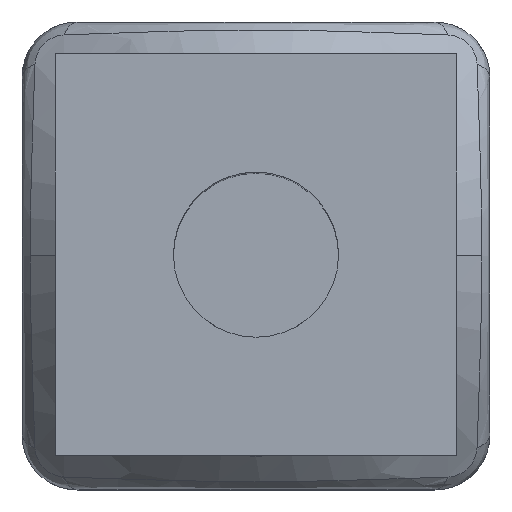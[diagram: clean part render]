
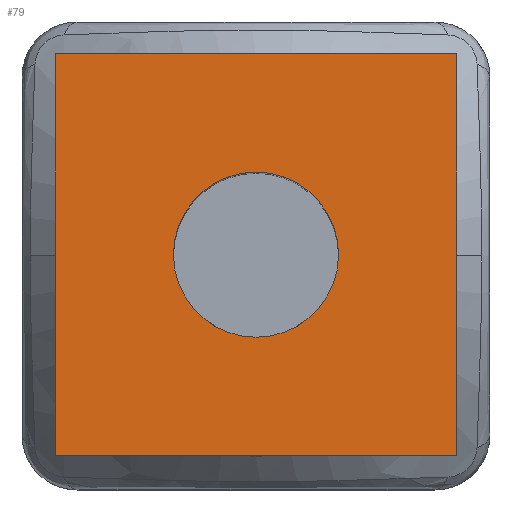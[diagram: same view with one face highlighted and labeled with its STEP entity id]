
A CAD part, top view. The second image highlights one B-rep face of the part: STEP entity #79.
In plain terms, the highlighted planar face has unit normal (0, 0, 1).
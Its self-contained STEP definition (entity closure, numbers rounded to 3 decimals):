
#79=ADVANCED_FACE('',(#194,#195),#196,.T.);
#194=FACE_BOUND('',#349,.T.);
#195=FACE_OUTER_BOUND('',#350,.T.);
#196=PLANE('',#351);
#349=EDGE_LOOP('',(#1378,#1379));
#350=EDGE_LOOP('',(#1380,#1381,#1382,#1383));
#351=AXIS2_PLACEMENT_3D('',#1384,#1385,#1386);
#1378=ORIENTED_EDGE('',*,*,#1752,.T.);
#1379=ORIENTED_EDGE('',*,*,#1753,.T.);
#1380=ORIENTED_EDGE('',*,*,#1754,.T.);
#1381=ORIENTED_EDGE('',*,*,#1755,.T.);
#1382=ORIENTED_EDGE('',*,*,#1756,.T.);
#1383=ORIENTED_EDGE('',*,*,#1757,.T.);
#1384=CARTESIAN_POINT('',(0.0,0.0,30.0));
#1385=DIRECTION('',(0.0,0.0,1.0));
#1386=DIRECTION('',(1.0,0.0,0.0));
#1752=EDGE_CURVE('',#1930,#1931,#1932,.T.);
#1753=EDGE_CURVE('',#1931,#1930,#1933,.T.);
#1754=EDGE_CURVE('',#1934,#1935,#1936,.T.);
#1755=EDGE_CURVE('',#1935,#1937,#1938,.T.);
#1756=EDGE_CURVE('',#1937,#1939,#1940,.T.);
#1757=EDGE_CURVE('',#1939,#1934,#1941,.T.);
#1930=VERTEX_POINT('',#2261);
#1931=VERTEX_POINT('',#2262);
#1932=CIRCLE('',#2263,3.0);
#1933=CIRCLE('',#2264,3.0);
#1934=VERTEX_POINT('',#2265);
#1935=VERTEX_POINT('',#2266);
#1936=LINE('',#2267,#2268);
#1937=VERTEX_POINT('',#2269);
#1938=LINE('',#2270,#2271);
#1939=VERTEX_POINT('',#2272);
#1940=LINE('',#2273,#2274);
#1941=LINE('',#2275,#2276);
#2261=CARTESIAN_POINT('',(3.0,0.0,30.0));
#2262=CARTESIAN_POINT('',(-3.0,0.,30.0));
#2263=AXIS2_PLACEMENT_3D('',#2899,#2900,#2901);
#2264=AXIS2_PLACEMENT_3D('',#2902,#2903,#2904);
#2265=CARTESIAN_POINT('',(7.3,7.3,30.0));
#2266=CARTESIAN_POINT('',(-7.3,7.3,30.0));
#2267=CARTESIAN_POINT('',(0.,7.3,30.0));
#2268=VECTOR('',#2905,1000.0);
#2269=CARTESIAN_POINT('',(-7.3,-7.3,30.0));
#2270=CARTESIAN_POINT('',(-7.3,0.,30.0));
#2271=VECTOR('',#2906,1000.0);
#2272=CARTESIAN_POINT('',(7.3,-7.3,30.0));
#2273=CARTESIAN_POINT('',(0.0,-7.3,30.0));
#2274=VECTOR('',#2907,1000.0);
#2275=CARTESIAN_POINT('',(7.3,0.,30.0));
#2276=VECTOR('',#2908,1000.0);
#2899=CARTESIAN_POINT('',(0.0,0.0,30.0));
#2900=DIRECTION('',(0.0,0.0,-1.0));
#2901=DIRECTION('',(1.0,0.0,0.0));
#2902=CARTESIAN_POINT('',(0.0,0.0,30.0));
#2903=DIRECTION('',(0.0,0.0,-1.0));
#2904=DIRECTION('',(1.0,0.0,0.0));
#2905=DIRECTION('',(-1.0,0.,0.0));
#2906=DIRECTION('',(0.,-1.0,0.0));
#2907=DIRECTION('',(1.0,0.0,0.0));
#2908=DIRECTION('',(0.,1.0,0.0));
